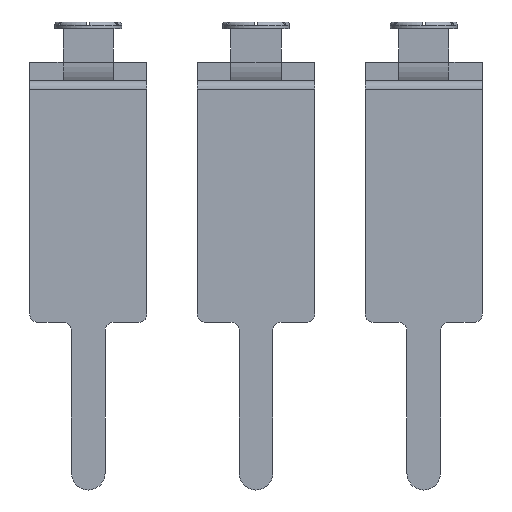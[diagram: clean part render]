
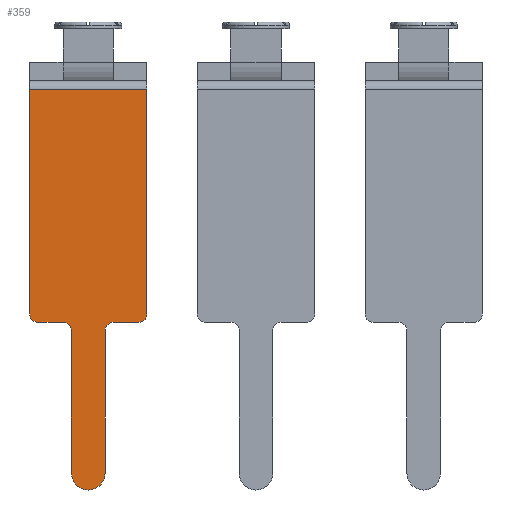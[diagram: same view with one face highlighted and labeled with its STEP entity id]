
A CAD part, front view. The second image highlights one B-rep face of the part: STEP entity #359.
In plain terms, the highlighted planar face has unit normal (0, -1, 0).
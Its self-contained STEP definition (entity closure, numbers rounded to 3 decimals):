
#32 = VERTEX_POINT('',#33);
#33 = CARTESIAN_POINT('',(-6.75,-8.,-7.));
#39 = EDGE_CURVE('',#32,#40,#42,.T.);
#40 = VERTEX_POINT('',#41);
#41 = CARTESIAN_POINT('',(-6.75,-8.,-0.3));
#42 = LINE('',#43,#44);
#43 = CARTESIAN_POINT('',(-6.75,-8.,-7.25));
#44 = VECTOR('',#45,1.);
#45 = DIRECTION('',(0.,0.,1.));
#239 = VERTEX_POINT('',#240);
#240 = CARTESIAN_POINT('',(-6.5,-8.,-7.25));
#246 = EDGE_CURVE('',#32,#239,#247,.T.);
#247 = CIRCLE('',#248,0.25);
#248 = AXIS2_PLACEMENT_3D('',#249,#250,#251);
#249 = CARTESIAN_POINT('',(-6.5,-8.,-7.));
#250 = DIRECTION('',(-0.,-1.,0.));
#251 = DIRECTION('',(0.,0.,1.));
#359 = ADVANCED_FACE('',(#360),#446,.T.);
#360 = FACE_BOUND('',#361,.T.);
#361 = EDGE_LOOP('',(#362,#372,#378,#379,#380,#388,#397,#405,#414,#422,
    #431,#439));
#362 = ORIENTED_EDGE('',*,*,#363,.T.);
#363 = EDGE_CURVE('',#364,#366,#368,.T.);
#364 = VERTEX_POINT('',#365);
#365 = CARTESIAN_POINT('',(-3.25,-8.,-7.));
#366 = VERTEX_POINT('',#367);
#367 = CARTESIAN_POINT('',(-3.25,-8.,-0.3));
#368 = LINE('',#369,#370);
#369 = CARTESIAN_POINT('',(-3.25,-8.,-0.55));
#370 = VECTOR('',#371,1.);
#371 = DIRECTION('',(0.,0.,1.));
#372 = ORIENTED_EDGE('',*,*,#373,.F.);
#373 = EDGE_CURVE('',#40,#366,#374,.T.);
#374 = LINE('',#375,#376);
#375 = CARTESIAN_POINT('',(-6.75,-8.,-0.3));
#376 = VECTOR('',#377,1.);
#377 = DIRECTION('',(1.,0.,0.));
#378 = ORIENTED_EDGE('',*,*,#39,.F.);
#379 = ORIENTED_EDGE('',*,*,#246,.T.);
#380 = ORIENTED_EDGE('',*,*,#381,.T.);
#381 = EDGE_CURVE('',#239,#382,#384,.T.);
#382 = VERTEX_POINT('',#383);
#383 = CARTESIAN_POINT('',(-5.75,-8.,-7.25));
#384 = LINE('',#385,#386);
#385 = CARTESIAN_POINT('',(-6.75,-8.,-7.25));
#386 = VECTOR('',#387,1.);
#387 = DIRECTION('',(1.,0.,0.));
#388 = ORIENTED_EDGE('',*,*,#389,.T.);
#389 = EDGE_CURVE('',#382,#390,#392,.T.);
#390 = VERTEX_POINT('',#391);
#391 = CARTESIAN_POINT('',(-5.5,-8.,-7.5));
#392 = CIRCLE('',#393,0.25);
#393 = AXIS2_PLACEMENT_3D('',#394,#395,#396);
#394 = CARTESIAN_POINT('',(-5.75,-8.,-7.5));
#395 = DIRECTION('',(-0.,1.,0.));
#396 = DIRECTION('',(0.,0.,1.));
#397 = ORIENTED_EDGE('',*,*,#398,.T.);
#398 = EDGE_CURVE('',#390,#399,#401,.T.);
#399 = VERTEX_POINT('',#400);
#400 = CARTESIAN_POINT('',(-5.5,-8.,-11.75));
#401 = LINE('',#402,#403);
#402 = CARTESIAN_POINT('',(-5.5,-8.,-7.25));
#403 = VECTOR('',#404,1.);
#404 = DIRECTION('',(0.,0.,-1.));
#405 = ORIENTED_EDGE('',*,*,#406,.T.);
#406 = EDGE_CURVE('',#399,#407,#409,.T.);
#407 = VERTEX_POINT('',#408);
#408 = CARTESIAN_POINT('',(-4.5,-8.,-11.75));
#409 = CIRCLE('',#410,0.5);
#410 = AXIS2_PLACEMENT_3D('',#411,#412,#413);
#411 = CARTESIAN_POINT('',(-5.,-8.,-11.75));
#412 = DIRECTION('',(0.,-1.,0.));
#413 = DIRECTION('',(1.,0.,0.));
#414 = ORIENTED_EDGE('',*,*,#415,.T.);
#415 = EDGE_CURVE('',#407,#416,#418,.T.);
#416 = VERTEX_POINT('',#417);
#417 = CARTESIAN_POINT('',(-4.5,-8.,-7.5));
#418 = LINE('',#419,#420);
#419 = CARTESIAN_POINT('',(-4.5,-8.,-11.75));
#420 = VECTOR('',#421,1.);
#421 = DIRECTION('',(0.,0.,1.));
#422 = ORIENTED_EDGE('',*,*,#423,.F.);
#423 = EDGE_CURVE('',#424,#416,#426,.T.);
#424 = VERTEX_POINT('',#425);
#425 = CARTESIAN_POINT('',(-4.25,-8.,-7.25));
#426 = CIRCLE('',#427,0.25);
#427 = AXIS2_PLACEMENT_3D('',#428,#429,#430);
#428 = CARTESIAN_POINT('',(-4.25,-8.,-7.5));
#429 = DIRECTION('',(-0.,-1.,0.));
#430 = DIRECTION('',(0.,0.,1.));
#431 = ORIENTED_EDGE('',*,*,#432,.T.);
#432 = EDGE_CURVE('',#424,#433,#435,.T.);
#433 = VERTEX_POINT('',#434);
#434 = CARTESIAN_POINT('',(-3.5,-8.,-7.25));
#435 = LINE('',#436,#437);
#436 = CARTESIAN_POINT('',(-4.5,-8.,-7.25));
#437 = VECTOR('',#438,1.);
#438 = DIRECTION('',(1.,0.,0.));
#439 = ORIENTED_EDGE('',*,*,#440,.F.);
#440 = EDGE_CURVE('',#364,#433,#441,.T.);
#441 = CIRCLE('',#442,0.25);
#442 = AXIS2_PLACEMENT_3D('',#443,#444,#445);
#443 = CARTESIAN_POINT('',(-3.5,-8.,-7.));
#444 = DIRECTION('',(-0.,1.,0.));
#445 = DIRECTION('',(0.,0.,1.));
#446 = PLANE('',#447);
#447 = AXIS2_PLACEMENT_3D('',#448,#449,#450);
#448 = CARTESIAN_POINT('',(-5.,-8.,-5.645));
#449 = DIRECTION('',(-0.,-1.,0.));
#450 = DIRECTION('',(0.,0.,-1.));
